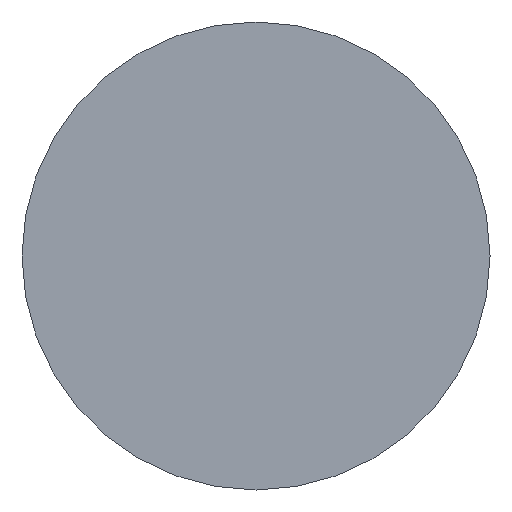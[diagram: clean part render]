
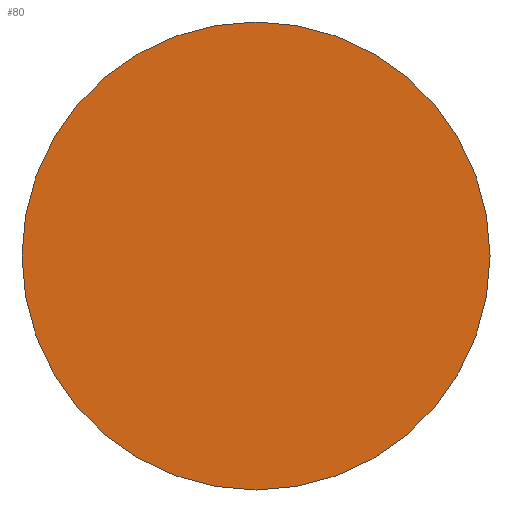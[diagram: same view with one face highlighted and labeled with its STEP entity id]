
A CAD part, front view. The second image highlights one B-rep face of the part: STEP entity #80.
In plain terms, the highlighted planar face has unit normal (0, -1, 0).
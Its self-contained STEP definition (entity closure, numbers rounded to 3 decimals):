
#16 = CARTESIAN_POINT ( 'NONE',  ( 0., 0., 40. ) ) ;
#42 = CARTESIAN_POINT ( 'NONE',  ( 0., 0., -40. ) ) ;
#44 = DIRECTION ( 'NONE',  ( 0., 0., 1. ) ) ;
#45 = DIRECTION ( 'NONE',  ( 0., 1., 0. ) ) ;
#46 = CARTESIAN_POINT ( 'NONE',  ( 0., 0., 0. ) ) ;
#47 = AXIS2_PLACEMENT_3D ( 'NONE', #46, #45, #44 ) ;
#48 = CIRCLE ( 'NONE', #47, 40. ) ;
#70 = ORIENTED_EDGE ( 'NONE', *, *, #104, .F. ) ;
#80 = ADVANCED_FACE ( 'NONE', ( #116 ), #220, .T. ) ;
#82 = ORIENTED_EDGE ( 'NONE', *, *, #149, .F. ) ;
#83 = EDGE_LOOP ( 'NONE', ( #82, #70 ) ) ;
#104 = EDGE_CURVE ( 'NONE', #150, #155, #257, .T. ) ;
#116 = FACE_OUTER_BOUND ( 'NONE', #83, .T. ) ;
#149 = EDGE_CURVE ( 'NONE', #155, #150, #48, .T. ) ;
#150 = VERTEX_POINT ( 'NONE', #42 ) ;
#155 = VERTEX_POINT ( 'NONE', #16 ) ;
#216 = CARTESIAN_POINT ( 'NONE',  ( 0., 0., 0. ) ) ;
#217 = DIRECTION ( 'NONE',  ( 0., -1., 0. ) ) ;
#220 = PLANE ( 'NONE',  #232 ) ;
#231 = DIRECTION ( 'NONE',  ( 0., 0., -1. ) ) ;
#232 = AXIS2_PLACEMENT_3D ( 'NONE', #216, #217, #231 ) ;
#251 = DIRECTION ( 'NONE',  ( 0., 1., 0. ) ) ;
#255 = CARTESIAN_POINT ( 'NONE',  ( 0., 0., 0. ) ) ;
#256 = DIRECTION ( 'NONE',  ( 0., 0., 1. ) ) ;
#257 = CIRCLE ( 'NONE', #261, 40. ) ;
#261 = AXIS2_PLACEMENT_3D ( 'NONE', #255, #251, #256 ) ;
